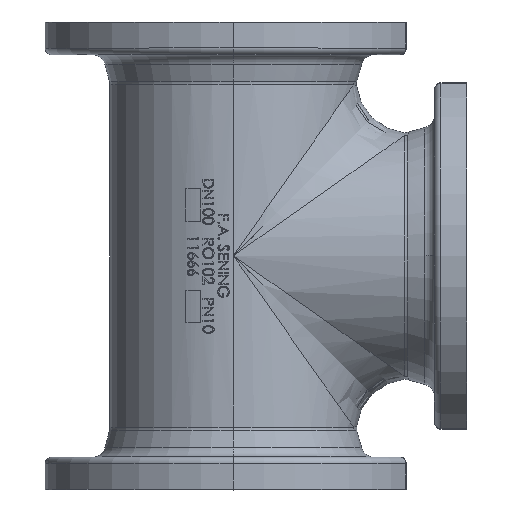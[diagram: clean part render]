
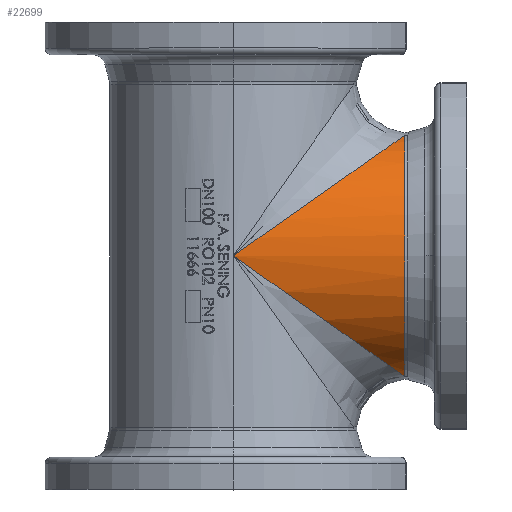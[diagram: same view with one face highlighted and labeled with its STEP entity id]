
A CAD part, top view. The second image highlights one B-rep face of the part: STEP entity #22699.
In plain terms, the highlighted cylindrical face has radius 57 mm (diameter 114 mm), a partial arc.
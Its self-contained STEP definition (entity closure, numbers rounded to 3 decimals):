
#171 = VERTEX_POINT ( 'NONE', #1003 ) ;
#172 = VERTEX_POINT ( 'NONE', #1004 ) ;
#1003 = CARTESIAN_POINT ( 'NONE',  ( 79.148, 52.303, 12.119 ) ) ;
#1004 = CARTESIAN_POINT ( 'NONE',  ( 79.148, 163.697, 12.119 ) ) ;
#2115 = CARTESIAN_POINT ( 'NONE',  ( 79.148, 163.697, 12.119 ) ) ;
#2135 = CARTESIAN_POINT ( 'NONE',  ( 70.697, 157.75, 39.45 ) ) ;
#2136 = CARTESIAN_POINT ( 'NONE',  ( 39.747, 135.97, 57. ) ) ;
#2137 = CARTESIAN_POINT ( 'NONE',  ( 0., 108., 57. ) ) ;
#2168 = CARTESIAN_POINT ( 'NONE',  ( 79.148, 108., 0. ) ) ;
#2169 = CARTESIAN_POINT ( 'NONE',  ( 0., 108., 57. ) ) ;
#2170 = DIRECTION ( 'NONE',  ( -1., 0., 0. ) ) ;
#2171 = DIRECTION ( 'NONE',  ( 0., 1., 0. ) ) ;
#2172 = CARTESIAN_POINT ( 'NONE',  ( 39.747, 80.03, 57. ) ) ;
#2173 = CARTESIAN_POINT ( 'NONE',  ( 70.697, 58.25, 39.45 ) ) ;
#2174 = CARTESIAN_POINT ( 'NONE',  ( 79.148, 52.303, 12.119 ) ) ;
#3532 = CIRCLE ( 'NONE', #6583, 57. ) ;
#3839 =( BOUNDED_CURVE ( )  B_SPLINE_CURVE ( 3, ( #2115, #2135, #2136, #2137 ),
 .UNSPECIFIED., .F., .T. ) 
 B_SPLINE_CURVE_WITH_KNOTS ( ( 4, 4 ),
 ( 0.214, 1.571 ),
 .UNSPECIFIED. ) 
 CURVE ( )  GEOMETRIC_REPRESENTATION_ITEM ( )  RATIONAL_B_SPLINE_CURVE ( ( 1., 0.852, 0.852, 1. ) ) 
 REPRESENTATION_ITEM ( '' )  );
#3840 =( BOUNDED_CURVE ( )  B_SPLINE_CURVE ( 3, ( #2169, #2172, #2173, #2174 ),
 .UNSPECIFIED., .F., .T. ) 
 B_SPLINE_CURVE_WITH_KNOTS ( ( 4, 4 ),
 ( 1.571, 2.927 ),
 .UNSPECIFIED. ) 
 CURVE ( )  GEOMETRIC_REPRESENTATION_ITEM ( )  RATIONAL_B_SPLINE_CURVE ( ( 1., 0.852, 0.852, 1. ) ) 
 REPRESENTATION_ITEM ( '' )  );
#3975 = EDGE_CURVE ( 'NONE', #172, #5540, #3839, .T. ) ;
#3983 = EDGE_CURVE ( 'NONE', #171, #172, #3532, .T. ) ;
#3984 = EDGE_CURVE ( 'NONE', #5540, #171, #3840, .T. ) ;
#4305 = ORIENTED_EDGE ( 'NONE', *, *, #3984, .T. ) ;
#4306 = ORIENTED_EDGE ( 'NONE', *, *, #3983, .T. ) ;
#4307 = ORIENTED_EDGE ( 'NONE', *, *, #3975, .T. ) ;
#4972 = EDGE_LOOP ( 'NONE', ( #4305, #4306, #4307 ) ) ;
#5540 = VERTEX_POINT ( 'NONE', #7700 ) ;
#6583 = AXIS2_PLACEMENT_3D ( 'NONE', #2168, #2170, #2171 ) ;
#7700 = CARTESIAN_POINT ( 'NONE',  ( 0., 108., 57. ) ) ;
#13452 = AXIS2_PLACEMENT_3D ( 'NONE', #15295, #15294, #15293 ) ;
#14255 = FACE_OUTER_BOUND ( 'NONE', #4972, .T. ) ;
#14258 = CYLINDRICAL_SURFACE ( 'NONE', #13452, 57. ) ;
#15293 = DIRECTION ( 'NONE',  ( 0., 0., -1. ) ) ;
#15294 = DIRECTION ( 'NONE',  ( 1., 0., 0. ) ) ;
#15295 = CARTESIAN_POINT ( 'NONE',  ( -500000., 108., 0. ) ) ;
#22699 = ADVANCED_FACE ( 'NONE', ( #14255 ), #14258, .T. ) ;
